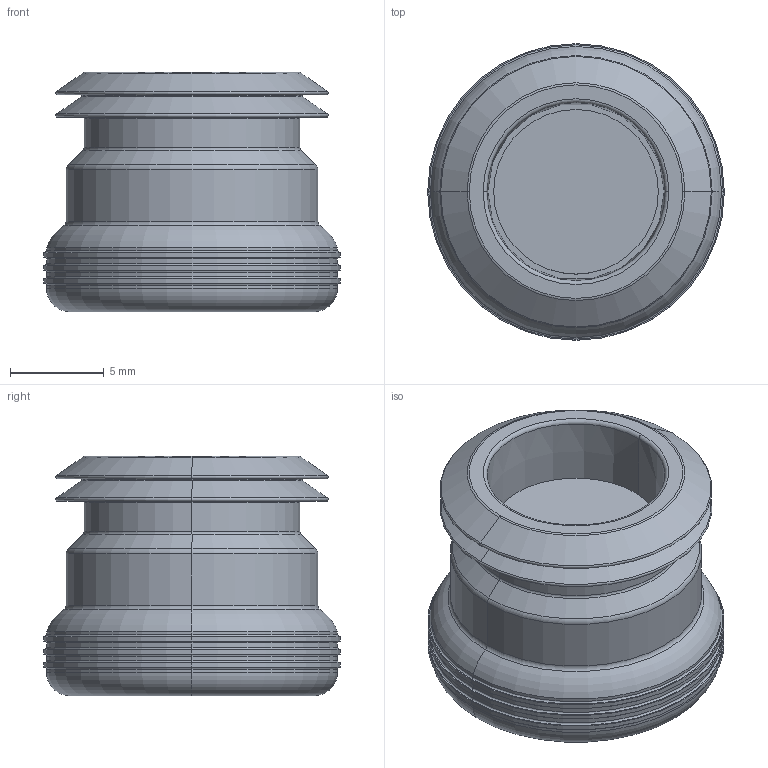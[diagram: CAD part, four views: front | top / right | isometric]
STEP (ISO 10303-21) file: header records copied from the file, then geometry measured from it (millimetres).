
FILE_DESCRIPTION (( 'STEP AP203' ), '1' );
FILE_NAME ('R123.835.009B.STEP', '2016-07-06T12:10:56', ( '' ), ( '' ), 'SwSTEP 2.0', 'SolidWorks 2014', '' );
FILE_SCHEMA (( 'CONFIG_CONTROL_DESIGN' ));
Length unit declared in the file: metre
Products named in the file (1): R123.835.009B
Bounding box: 15.8 x 15.8 x 12.75 mm (x, y, z)
Volume: 1475.7 mm3; surface area: 1327.9 mm2
Topology: 1 solids, 1 shells, 107 faces, 234 edges, 133 vertices
Faces by surface type: torus 38, cylinder 22, cone 20, bspline 13, sphere 8, plane 6
Entity records: 4564 total; most frequent: CARTESIAN_POINT 2161, DIRECTION 526, ORIENTED_EDGE 468, AXIS2_PLACEMENT_3D 235, EDGE_CURVE 234, CIRCLE 140, VERTEX_POINT 133, EDGE_LOOP 111
